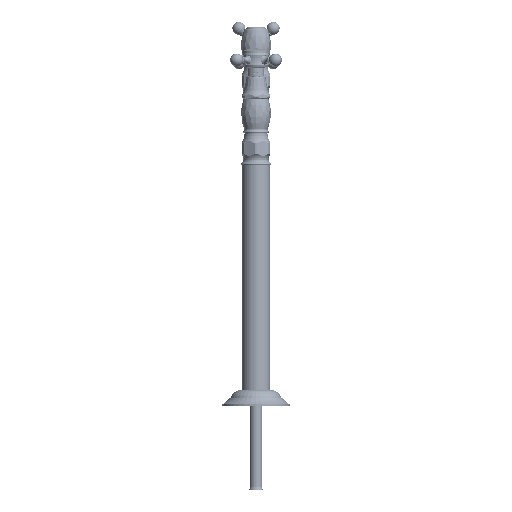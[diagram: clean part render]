
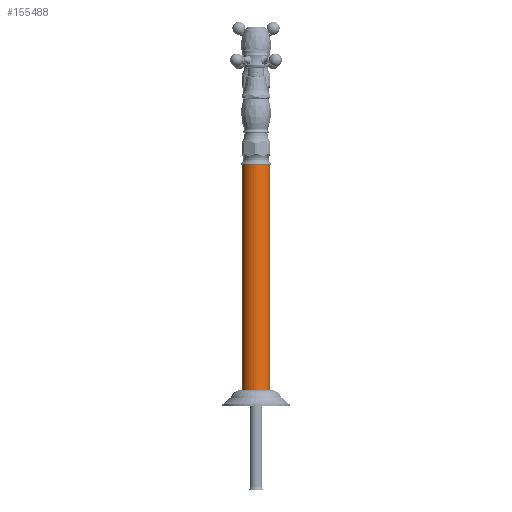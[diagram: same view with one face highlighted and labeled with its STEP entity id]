
A CAD part, top view. The second image highlights one B-rep face of the part: STEP entity #155488.
In plain terms, the highlighted cylindrical face has radius 15.621 mm (diameter 31.242 mm), a partial arc.
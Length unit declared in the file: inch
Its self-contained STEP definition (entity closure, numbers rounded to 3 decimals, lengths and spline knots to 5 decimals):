
#153796=CARTESIAN_POINT('',(0.,4.3,0.));
#153797=DIRECTION('',(0.,-1.,0.));
#153798=DIRECTION('',(1.,0.,0.));
#153799=AXIS2_PLACEMENT_3D('',#153796,#153797,#153798);
#155284=CARTESIAN_POINT('',(0.,14.,0.));
#155285=DIRECTION('',(0.,-1.,0.));
#155286=DIRECTION('',(1.,0.,0.));
#155287=AXIS2_PLACEMENT_3D('',#155284,#155285,#155286);
#155304=DIRECTION('',(0.,1.,0.));
#155305=VECTOR('',#155304,9.7);
#155306=CARTESIAN_POINT('',(0.615,4.3,0.));
#155307=LINE('',#155306,#155305);
#155308=DIRECTION('',(0.,1.,0.));
#155309=VECTOR('',#155308,9.7);
#155310=CARTESIAN_POINT('',(-0.615,4.3,0.));
#155311=LINE('',#155310,#155309);
#155358=CARTESIAN_POINT('',(0.615,14.,0.));
#155359=CARTESIAN_POINT('',(-0.615,14.,0.));
#155360=VERTEX_POINT('',#155358);
#155361=VERTEX_POINT('',#155359);
#155362=CARTESIAN_POINT('',(0.615,4.3,0.));
#155363=CARTESIAN_POINT('',(-0.615,4.3,0.));
#155364=VERTEX_POINT('',#155362);
#155365=VERTEX_POINT('',#155363);
#155473=CARTESIAN_POINT('',(0.,14.7,0.));
#155474=DIRECTION('',(0.,-1.,0.));
#155475=DIRECTION('',(-1.,0.,0.));
#155476=AXIS2_PLACEMENT_3D('',#155473,#155474,#155475);
#155477=CYLINDRICAL_SURFACE('',#155476,0.615);
#155479=ORIENTED_EDGE('',*,*,#155478,.T.);
#155481=ORIENTED_EDGE('',*,*,#155480,.T.);
#155483=ORIENTED_EDGE('',*,*,#155482,.F.);
#155485=ORIENTED_EDGE('',*,*,#155484,.F.);
#155486=EDGE_LOOP('',(#155479,#155481,#155483,#155485));
#155487=FACE_OUTER_BOUND('',#155486,.F.);
#155488=ADVANCED_FACE('',(#155487),#155477,.T.);
#153800=CIRCLE('',#153799,0.615);
#155288=CIRCLE('',#155287,0.615);
#155478=EDGE_CURVE('',#155364,#155365,#153800,.T.);
#155480=EDGE_CURVE('',#155365,#155361,#155311,.T.);
#155482=EDGE_CURVE('',#155360,#155361,#155288,.T.);
#155484=EDGE_CURVE('',#155364,#155360,#155307,.T.);
